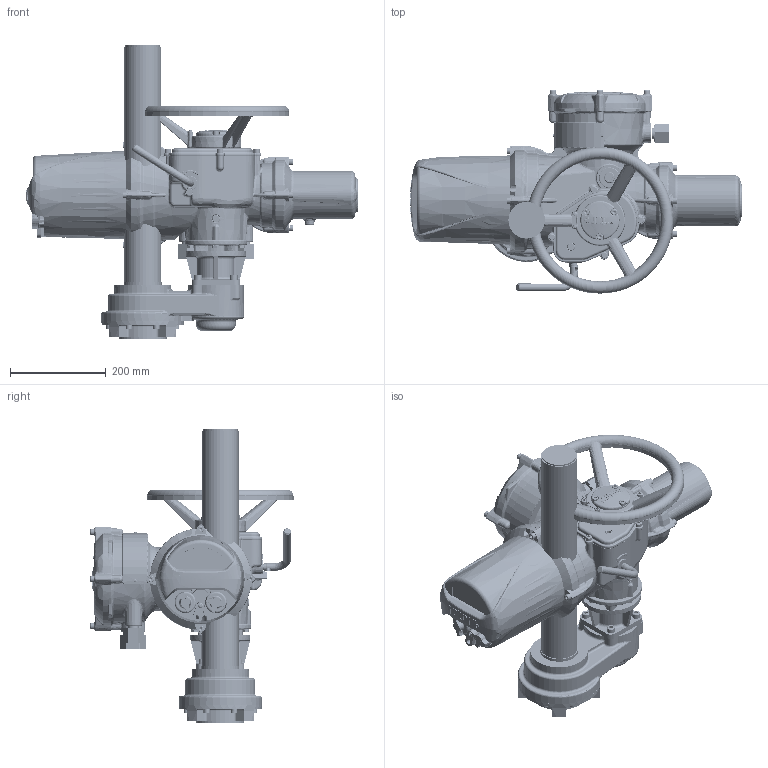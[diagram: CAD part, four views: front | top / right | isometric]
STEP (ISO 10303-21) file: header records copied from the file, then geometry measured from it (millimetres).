
FILE_DESCRIPTION(/* description */ ('Unknown'),/* implementation_level */ '2;1');
FILE_NAME(/* name */ 'II1THWIS3STD',/* time_stamp */ '2019-04-25T13:55:42+01:00',/* author */ ('Unknown'),/* organization */ ('Unknown'),/* preprocessor_version */ 'ST-DEVELOPER v16.7',/* originating_system */ 'DEX',/* authorisation */ $);
FILE_SCHEMA (('AUTOMOTIVE_DESIGN {1 0 10303 214 3 1 1}'));
Length unit declared in the file: millimetre
Products named in the file (16): II1THWIS3STD; GB-IS3-GCASE; GB-IS3-CTUBE_500; GB-IS3-INFLG_F10; GB-IS3-OUTFLG_F14; II0-55-ADPIMP4-std; GB-IS3-INDPLATE; IQ3 10 THW; II1-01-std; II0-20SHORT-std; II1-05-std; II0-55-std; II1-04THW-std; II1-02B3B4_F10-std; II1-04CAP-std; II0-20LONG-std
Assembly tree (15 placements, depth 3):
  II1THWIS3STD
    GB-IS3-GCASE
    GB-IS3-CTUBE_500
    GB-IS3-INFLG_F10
    GB-IS3-OUTFLG_F14
    II0-55-ADPIMP4-std
    GB-IS3-INDPLATE
    IQ3 10 THW
      II1-01-std
      II0-20SHORT-std
      II1-05-std
      II0-55-std
      II1-04THW-std
      II1-02B3B4_F10-std
      II1-04CAP-std
      II0-20LONG-std
Bounding box: 692.3 x 423.78 x 613 mm (x, y, z)
Volume: 18077940 mm3; surface area: 1895145.2 mm2
Topology: 51 solids, 62 shells, 7806 faces, 19613 edges, 11872 vertices
Faces by surface type: bspline 2571, plane 2382, cylinder 1175, torus 761, cone 749, sphere 168
Full cylindrical faces by diameter (mm): 1.152 x2, 3 x12, 4 x2, 4.917 x1, 6 x8, 6.45 x13, 6.47 x13, 6.5 x1, 6.647 x2, 7 x4, 7.6 x4, 8 x42, 8.1 x2, 8.2 x1, 8.5 x16, 10 x6, 10.5 x8, 11.78 x1, 13 x32, 13.25 x4, 13.835 x4, 15.5 x1, 16 x8, 16.186 x1, 18 x3, 20 x1, 23.058 x3, 24.78 x1, 28 x1, 32.632 x1
Entity records: 341606 total; most frequent: CARTESIAN_POINT 130474, ORIENTED_EDGE 36710, DIRECTION 27842, EDGE_CURVE 18355, AXIS2_PLACEMENT_3D 11586, VERTEX_POINT 11511, FACE_BOUND 8780, EDGE_LOOP 8746
